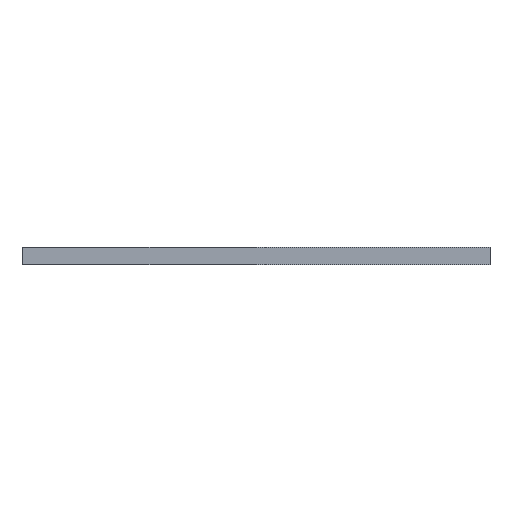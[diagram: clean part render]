
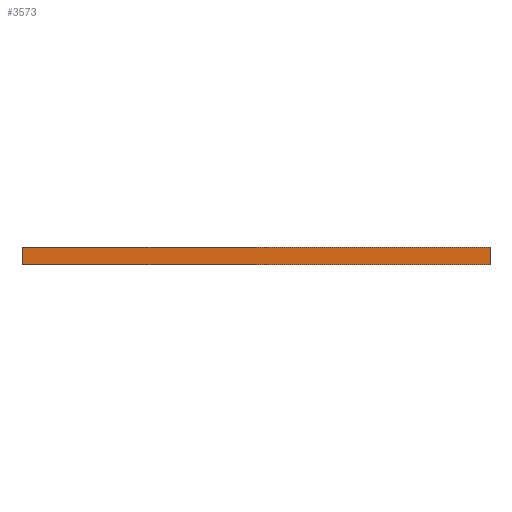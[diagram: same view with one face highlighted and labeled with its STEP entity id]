
A CAD part, left-side view. The second image highlights one B-rep face of the part: STEP entity #3573.
In plain terms, the highlighted planar face has unit normal (-1, 0, 0).
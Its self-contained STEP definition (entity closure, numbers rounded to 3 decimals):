
#47 = EDGE_CURVE ( 'NONE', #1822, #2090, #1294, .T. ) ;
#191 = CARTESIAN_POINT ( 'NONE',  ( -22.4, -22.875, 0.85 ) ) ;
#327 = LINE ( 'NONE', #4235, #379 ) ;
#379 = VECTOR ( 'NONE', #409, 1000. ) ;
#409 = DIRECTION ( 'NONE',  ( 0., 1., 0. ) ) ;
#526 = ORIENTED_EDGE ( 'NONE', *, *, #47, .F. ) ;
#865 = PLANE ( 'NONE',  #1440 ) ;
#1020 = EDGE_LOOP ( 'NONE', ( #2481, #526, #1272, #2430 ) ) ;
#1153 = LINE ( 'NONE', #3358, #3036 ) ;
#1239 = VECTOR ( 'NONE', #2396, 1000. ) ;
#1272 = ORIENTED_EDGE ( 'NONE', *, *, #1527, .T. ) ;
#1294 = LINE ( 'NONE', #3814, #1239 ) ;
#1440 = AXIS2_PLACEMENT_3D ( 'NONE', #3234, #2580, #3261 ) ;
#1527 = EDGE_CURVE ( 'NONE', #1822, #2359, #1153, .T. ) ;
#1822 = VERTEX_POINT ( 'NONE', #191 ) ;
#2028 = CARTESIAN_POINT ( 'NONE',  ( -22.4, 22.875, 0.85 ) ) ;
#2090 = VERTEX_POINT ( 'NONE', #4130 ) ;
#2359 = VERTEX_POINT ( 'NONE', #2028 ) ;
#2396 = DIRECTION ( 'NONE',  ( 0., 0., -1. ) ) ;
#2430 = ORIENTED_EDGE ( 'NONE', *, *, #2872, .T. ) ;
#2481 = ORIENTED_EDGE ( 'NONE', *, *, #3100, .F. ) ;
#2522 = CARTESIAN_POINT ( 'NONE',  ( -22.4, 22.875, -0.85 ) ) ;
#2580 = DIRECTION ( 'NONE',  ( -1., 0., 0. ) ) ;
#2701 = LINE ( 'NONE', #3456, #4360 ) ;
#2872 = EDGE_CURVE ( 'NONE', #2359, #4213, #2701, .T. ) ;
#3036 = VECTOR ( 'NONE', #3699, 1000. ) ;
#3100 = EDGE_CURVE ( 'NONE', #2090, #4213, #327, .T. ) ;
#3234 = CARTESIAN_POINT ( 'NONE',  ( -22.4, -22.875, 0.85 ) ) ;
#3261 = DIRECTION ( 'NONE',  ( 0., 0., 1. ) ) ;
#3358 = CARTESIAN_POINT ( 'NONE',  ( -22.4, -22.875, 0.85 ) ) ;
#3427 = DIRECTION ( 'NONE',  ( 0., 0., -1. ) ) ;
#3456 = CARTESIAN_POINT ( 'NONE',  ( -22.4, 22.875, 0.85 ) ) ;
#3573 = ADVANCED_FACE ( 'NONE', ( #3717 ), #865, .T. ) ;
#3699 = DIRECTION ( 'NONE',  ( 0., 1., 0. ) ) ;
#3717 = FACE_OUTER_BOUND ( 'NONE', #1020, .T. ) ;
#3814 = CARTESIAN_POINT ( 'NONE',  ( -22.4, -22.875, 0.85 ) ) ;
#4130 = CARTESIAN_POINT ( 'NONE',  ( -22.4, -22.875, -0.85 ) ) ;
#4213 = VERTEX_POINT ( 'NONE', #2522 ) ;
#4235 = CARTESIAN_POINT ( 'NONE',  ( -22.4, -22.875, -0.85 ) ) ;
#4360 = VECTOR ( 'NONE', #3427, 1000. ) ;
